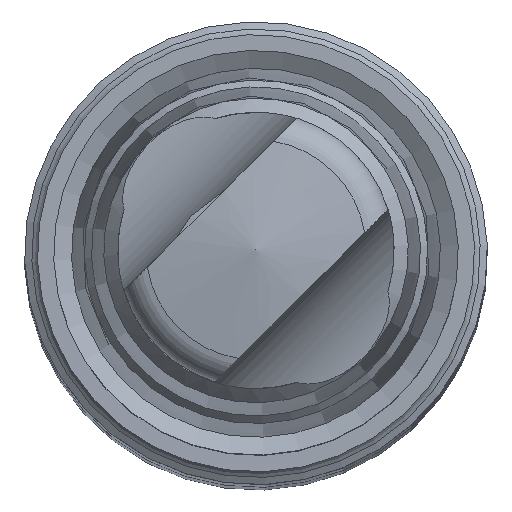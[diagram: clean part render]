
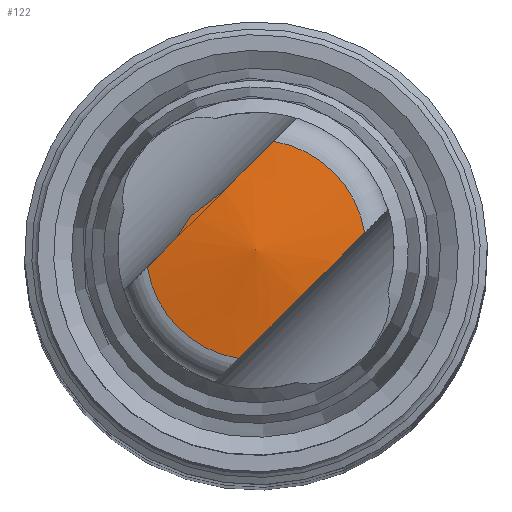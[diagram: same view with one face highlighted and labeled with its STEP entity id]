
A CAD part, top view. The second image highlights one B-rep face of the part: STEP entity #122.
In plain terms, the highlighted conical face has half-angle 82 degrees and reference radius 5.373 mm.
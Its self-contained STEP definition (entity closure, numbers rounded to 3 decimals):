
#64=VERTEX_LOOP('',#288);
#74=CONICAL_SURFACE('',#428,5.373,82.);
#97=FACE_BOUND('',#170,.T.);
#98=FACE_BOUND('',#64,.T.);
#122=ADVANCED_FACE('',(#97,#98),#74,.T.);
#170=EDGE_LOOP('',(#227,#228,#229,#230));
#227=ORIENTED_EDGE('',*,*,#323,.F.);
#228=ORIENTED_EDGE('',*,*,#302,.T.);
#229=ORIENTED_EDGE('',*,*,#324,.F.);
#230=ORIENTED_EDGE('',*,*,#321,.T.);
#269=VERTEX_POINT('',#604);
#270=VERTEX_POINT('',#618);
#286=VERTEX_POINT('',#703);
#287=VERTEX_POINT('',#705);
#288=VERTEX_POINT('',#735);
#302=EDGE_CURVE('',#269,#270,#334,.T.);
#321=EDGE_CURVE('',#287,#286,#346,.T.);
#323=EDGE_CURVE('',#269,#286,#369,.T.);
#324=EDGE_CURVE('',#287,#270,#370,.T.);
#334=CIRCLE('',#404,5.373);
#346=CIRCLE('',#426,5.373);
#369=B_SPLINE_CURVE_WITH_KNOTS('',3,(#723,#724,#725,#726,#727,#728),
 .UNSPECIFIED.,.F.,.F.,(4,2,4),(0.,0.5,1.),.UNSPECIFIED.);
#370=B_SPLINE_CURVE_WITH_KNOTS('',3,(#729,#730,#731,#732,#733,#734),
 .UNSPECIFIED.,.F.,.F.,(4,2,4),(0.,0.5,1.),.UNSPECIFIED.);
#404=AXIS2_PLACEMENT_3D('',#619,#467,#468);
#426=AXIS2_PLACEMENT_3D('',#704,#513,#514);
#428=AXIS2_PLACEMENT_3D('',#736,#517,#518);
#467=DIRECTION('',(0.,0.,1.));
#468=DIRECTION('',(-0.991,0.136,0.));
#513=DIRECTION('',(0.,0.,1.));
#514=DIRECTION('',(-0.991,0.136,0.));
#517=DIRECTION('',(0.,0.,-1.));
#518=DIRECTION('',(-0.991,0.136,0.));
#604=CARTESIAN_POINT('',(-5.307,-0.841,74.245));
#618=CARTESIAN_POINT('',(-0.86,-5.303,74.245));
#619=CARTESIAN_POINT('',(0.,0.,74.245));
#703=CARTESIAN_POINT('',(0.86,5.303,74.245));
#704=CARTESIAN_POINT('',(0.,0.,74.245));
#705=CARTESIAN_POINT('',(5.307,0.841,74.245));
#723=CARTESIAN_POINT('',(-5.307,-0.841,74.245));
#724=CARTESIAN_POINT('',(-4.283,0.18,74.409));
#725=CARTESIAN_POINT('',(-3.258,1.2,74.557));
#726=CARTESIAN_POINT('',(-1.198,3.253,74.558));
#727=CARTESIAN_POINT('',(-0.167,4.281,74.41));
#728=CARTESIAN_POINT('',(0.86,5.303,74.245));
#729=CARTESIAN_POINT('',(5.307,0.841,74.245));
#730=CARTESIAN_POINT('',(4.283,-0.18,74.409));
#731=CARTESIAN_POINT('',(3.258,-1.2,74.557));
#732=CARTESIAN_POINT('',(1.198,-3.253,74.558));
#733=CARTESIAN_POINT('',(0.167,-4.281,74.41));
#734=CARTESIAN_POINT('',(-0.86,-5.303,74.245));
#735=CARTESIAN_POINT('',(0.,0.,75.));
#736=CARTESIAN_POINT('',(0.,0.,74.245));
